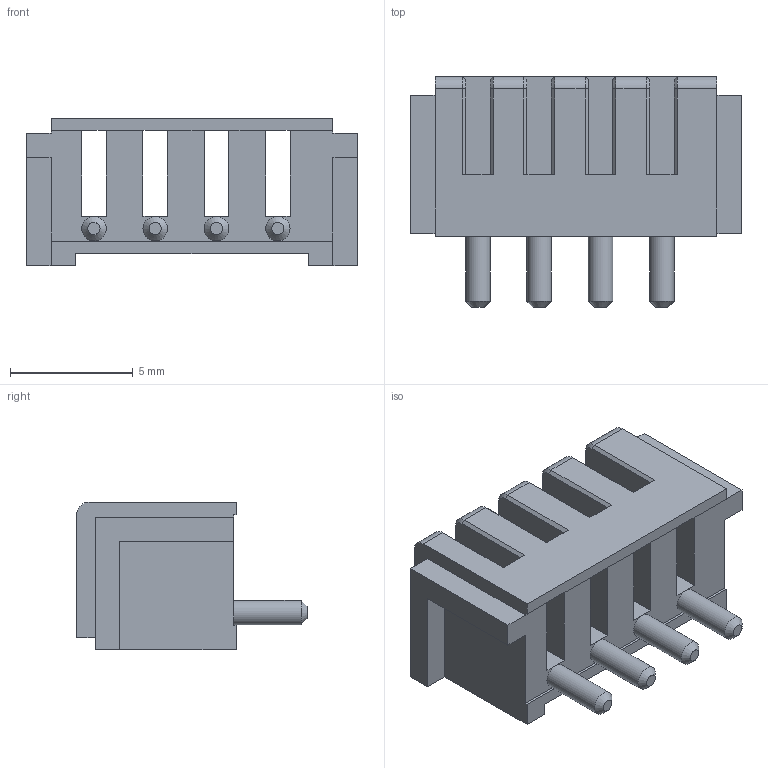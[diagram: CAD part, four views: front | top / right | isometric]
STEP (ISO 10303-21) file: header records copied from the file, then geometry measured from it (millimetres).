
FILE_DESCRIPTION(/* description */ (''),/* implementation_level */ '2;1');
FILE_NAME(/* name */ 'QP-4P-2.5-102-A v6.step',/* time_stamp */ '2018-10-30T21:28:46-06:00',/* author */ ('johnNSNC2'),/* organization */ (''),/* preprocessor_version */ 'ST-DEVELOPER v17.2',/* originating_system */ 'Autodesk Translation Framework v7.6.0.251',/* authorisation */ '');
FILE_SCHEMA (('AUTOMOTIVE_DESIGN { 1 0 10303 214 3 1 1 }'));
Length unit declared in the file: millimetre
Products named in the file (1): QP-4P-2.5-102-A
Bounding box: 13.5 x 9.4 x 6.02 mm (x, y, z)
Volume: 343.9 mm3; surface area: 622.7 mm2
Topology: 1 solids, 1 shells, 91 faces, 259 edges, 166 vertices
Faces by surface type: plane 70, cone 12, cylinder 9
Full cylindrical faces by diameter (mm): 1 x4
Entity records: 2959 total; most frequent: ORIENTED_EDGE 518, CARTESIAN_POINT 517, DIRECTION 473, EDGE_CURVE 259, LINE 229, VECTOR 229, VERTEX_POINT 166, AXIS2_PLACEMENT_3D 122
